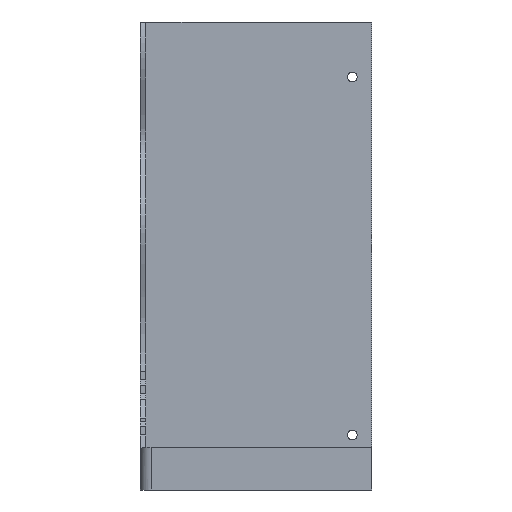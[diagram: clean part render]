
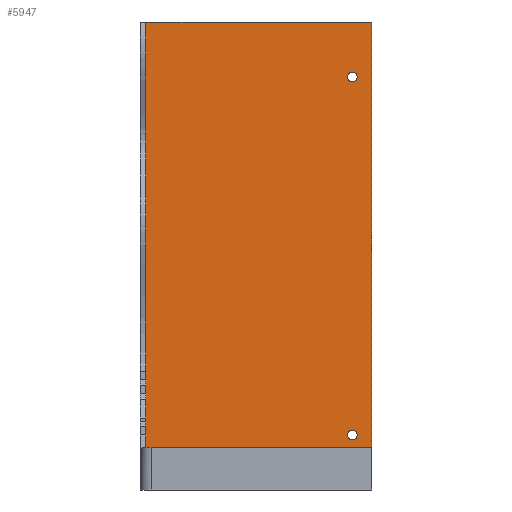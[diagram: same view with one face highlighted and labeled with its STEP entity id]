
A CAD part, left-side view. The second image highlights one B-rep face of the part: STEP entity #5947.
In plain terms, the highlighted planar face has unit normal (-1, 0, 0).
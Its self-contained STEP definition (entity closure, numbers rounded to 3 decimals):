
#285=CARTESIAN_POINT('POINT21',(283.,8.75,20.));
#286=VERTEX_POINT('VERTEX21',#285);
#294=CARTESIAN_POINT('POINT22',(283.,5.25,20.));
#295=VERTEX_POINT('VERTEX22',#294);
#302=CARTESIAN_POINT('POS35',(283.,7.,20.));
#303=DIRECTION('DIR63',(-1.,0.,0.));
#304=DIRECTION('DIR64',(0.,1.,0.));
#305=AXIS2_PLACEMENT_3D('AXIS29',#302,#303,#304);
#306=CIRCLE('ELLIPSE21',#305,1.75);
#307=EDGE_CURVE('EDGE27',#286,#295,#306,.F.);
#320=CARTESIAN_POINT('POS37',(283.,7.,20.));
#321=DIRECTION('DIR67',(-1.,0.,0.));
#322=DIRECTION('DIR68',(0.,1.,0.));
#323=AXIS2_PLACEMENT_3D('AXIS31',#320,#321,#322);
#324=CIRCLE('ELLIPSE22',#323,1.75);
#325=EDGE_CURVE('EDGE28',#295,#286,#324,.F.);
#335=CARTESIAN_POINT('POINT23',(283.,8.75,150.));
#336=VERTEX_POINT('VERTEX23',#335);
#344=CARTESIAN_POINT('POINT24',(283.,5.25,150.));
#345=VERTEX_POINT('VERTEX24',#344);
#352=CARTESIAN_POINT('POS41',(283.,7.,150.));
#353=DIRECTION('DIR73',(-1.,0.,0.));
#354=DIRECTION('DIR74',(0.,1.,0.));
#355=AXIS2_PLACEMENT_3D('AXIS33',#352,#353,#354);
#356=CIRCLE('ELLIPSE23',#355,1.75);
#357=EDGE_CURVE('EDGE31',#336,#345,#356,.F.);
#370=CARTESIAN_POINT('POS43',(283.,7.,150.));
#371=DIRECTION('DIR77',(-1.,0.,0.));
#372=DIRECTION('DIR78',(0.,1.,0.));
#373=AXIS2_PLACEMENT_3D('AXIS35',#370,#371,#372);
#374=CIRCLE('ELLIPSE24',#373,1.75);
#375=EDGE_CURVE('EDGE32',#345,#336,#374,.F.);
#1556=CARTESIAN_POINT('POINT71',(283.,82.,170.));
#1557=VERTEX_POINT('VERTEX71',#1556);
#1564=CARTESIAN_POINT('POINT72',(283.,0.,170.));
#1565=VERTEX_POINT('VERTEX72',#1564);
#1566=CARTESIAN_POINT('POS132',(283.,41.,170.));
#1567=DIRECTION('DIR199',(0.,-1.,0.));
#1568=VECTOR('VEC65',#1567,1.);
#1569=LINE('STRAIGHT65',#1566,#1568);
#1570=EDGE_CURVE('EDGE103',#1557,#1565,#1569,.T.);
#5892=CARTESIAN_POINT('POINT304',(283.,82.,0.));
#5893=VERTEX_POINT('VERTEX304',#5892);
#5900=CARTESIAN_POINT('POS593',(283.,82.,0.));
#5901=DIRECTION('DIR781',(0.,0.,-1.));
#5902=VECTOR('VEC405',#5901,1.);
#5903=LINE('STRAIGHT405',#5900,#5902);
#5904=EDGE_CURVE('EDGE452',#5893,#1557,#5903,.F.);
#5916=CARTESIAN_POINT('POINT305',(283.,0.,0.));
#5917=VERTEX_POINT('VERTEX305',#5916);
#5918=CARTESIAN_POINT('POS595',(283.,0.,0.));
#5919=DIRECTION('DIR784',(0.,0.,1.));
#5920=VECTOR('VEC406',#5919,1.);
#5921=LINE('STRAIGHT406',#5918,#5920);
#5922=EDGE_CURVE('EDGE453',#5917,#1565,#5921,.T.);
#5923=ORIENTED_EDGE('COEDGE752',*,*,#5922,.T.);
#5924=ORIENTED_EDGE('COEDGE753',*,*,#1570,.F.);
#5925=ORIENTED_EDGE('COEDGE754',*,*,#5904,.F.);
#5926=CARTESIAN_POINT('POS596',(283.,41.,0.));
#5927=DIRECTION('DIR785',(0.,-1.,0.));
#5928=VECTOR('VEC407',#5927,1.);
#5929=LINE('STRAIGHT407',#5926,#5928);
#5930=EDGE_CURVE('EDGE454',#5893,#5917,#5929,.T.);
#5931=ORIENTED_EDGE('COEDGE755',*,*,#5930,.T.);
#5932=EDGE_LOOP('NONE',(#5923,#5924,#5925,#5931));
#5933=FACE_BOUND('LOOP1',#5932,.T.);
#5934=ORIENTED_EDGE('COEDGE756',*,*,#375,.T.);
#5935=ORIENTED_EDGE('COEDGE757',*,*,#357,.T.);
#5936=EDGE_LOOP('NONE',(#5934,#5935));
#5937=FACE_BOUND('LOOP1',#5936,.T.);
#5938=ORIENTED_EDGE('COEDGE758',*,*,#325,.T.);
#5939=ORIENTED_EDGE('COEDGE759',*,*,#307,.T.);
#5940=EDGE_LOOP('NONE',(#5938,#5939));
#5941=FACE_BOUND('LOOP1',#5940,.T.);
#5942=CARTESIAN_POINT('POS597',(283.,82.,0.));
#5943=DIRECTION('DIR786',(-1.,0.,0.));
#5944=DIRECTION('DIR787',(0.,1.,0.));
#5945=AXIS2_PLACEMENT_3D('AXIS190',#5942,#5943,#5944);
#5946=PLANE('PLANE132',#5945);
#5947=ADVANCED_FACE('FACE154',(#5933,#5937,#5941),#5946,.T.);
